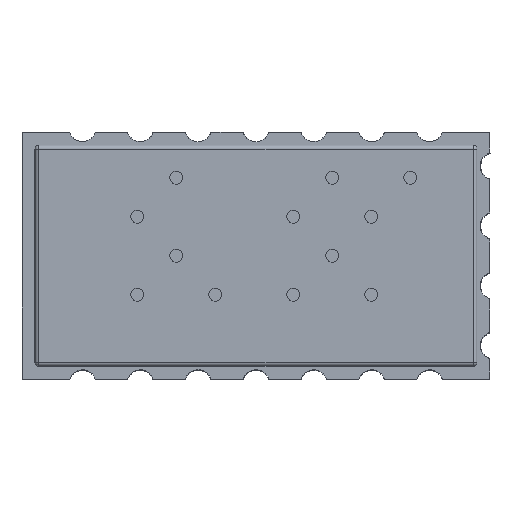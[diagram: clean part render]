
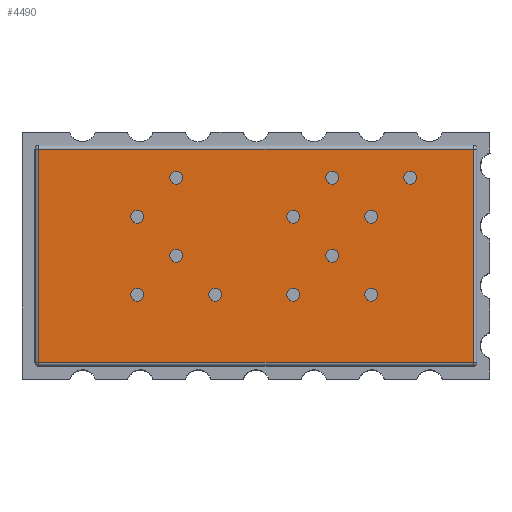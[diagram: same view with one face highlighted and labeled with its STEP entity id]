
A CAD part, top view. The second image highlights one B-rep face of the part: STEP entity #4490.
In plain terms, the highlighted planar face has unit normal (0, 0, 1).
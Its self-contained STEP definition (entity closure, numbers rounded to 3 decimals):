
#4279 = VERTEX_POINT('',#4280);
#4280 = CARTESIAN_POINT('',(-16.7,8.2,3.));
#4304 = VERTEX_POINT('',#4305);
#4305 = CARTESIAN_POINT('',(-16.7,-8.2,3.));
#4312 = EDGE_CURVE('',#4304,#4279,#4313,.T.);
#4313 = LINE('',#4314,#4315);
#4314 = CARTESIAN_POINT('',(-16.7,-8.5,3.));
#4315 = VECTOR('',#4316,1.);
#4316 = DIRECTION('',(0.,1.,0.));
#4347 = VERTEX_POINT('',#4348);
#4348 = CARTESIAN_POINT('',(16.7,-8.2,3.));
#4355 = EDGE_CURVE('',#4347,#4304,#4356,.T.);
#4356 = LINE('',#4357,#4358);
#4357 = CARTESIAN_POINT('',(17.,-8.2,3.));
#4358 = VECTOR('',#4359,1.);
#4359 = DIRECTION('',(-1.,0.,0.));
#4389 = VERTEX_POINT('',#4390);
#4390 = CARTESIAN_POINT('',(16.7,8.2,3.));
#4397 = EDGE_CURVE('',#4389,#4347,#4398,.T.);
#4398 = LINE('',#4399,#4400);
#4399 = CARTESIAN_POINT('',(16.7,8.5,3.));
#4400 = VECTOR('',#4401,1.);
#4401 = DIRECTION('',(0.,-1.,0.));
#4431 = EDGE_CURVE('',#4279,#4389,#4432,.T.);
#4432 = LINE('',#4433,#4434);
#4433 = CARTESIAN_POINT('',(-17.,8.2,3.));
#4434 = VECTOR('',#4435,1.);
#4435 = DIRECTION('',(1.,0.,0.));
#4490 = ADVANCED_FACE('',(#4491,#4497,#4508,#4519,#4530,#4541,#4552,
    #4563,#4574,#4585,#4596,#4607,#4618),#4629,.T.);
#4491 = FACE_BOUND('',#4492,.T.);
#4492 = EDGE_LOOP('',(#4493,#4494,#4495,#4496));
#4493 = ORIENTED_EDGE('',*,*,#4355,.F.);
#4494 = ORIENTED_EDGE('',*,*,#4397,.F.);
#4495 = ORIENTED_EDGE('',*,*,#4431,.F.);
#4496 = ORIENTED_EDGE('',*,*,#4312,.F.);
#4497 = FACE_BOUND('',#4498,.T.);
#4498 = EDGE_LOOP('',(#4499));
#4499 = ORIENTED_EDGE('',*,*,#4500,.F.);
#4500 = EDGE_CURVE('',#4501,#4501,#4503,.T.);
#4501 = VERTEX_POINT('',#4502);
#4502 = CARTESIAN_POINT('',(9.361,-3.,3.));
#4503 = CIRCLE('',#4504,0.5);
#4504 = AXIS2_PLACEMENT_3D('',#4505,#4506,#4507);
#4505 = CARTESIAN_POINT('',(8.861,-3.,3.));
#4506 = DIRECTION('',(0.,0.,1.));
#4507 = DIRECTION('',(1.,0.,0.));
#4508 = FACE_BOUND('',#4509,.T.);
#4509 = EDGE_LOOP('',(#4510));
#4510 = ORIENTED_EDGE('',*,*,#4511,.F.);
#4511 = EDGE_CURVE('',#4512,#4512,#4514,.T.);
#4512 = VERTEX_POINT('',#4513);
#4513 = CARTESIAN_POINT('',(6.361,0.,3.));
#4514 = CIRCLE('',#4515,0.5);
#4515 = AXIS2_PLACEMENT_3D('',#4516,#4517,#4518);
#4516 = CARTESIAN_POINT('',(5.861,0.,3.));
#4517 = DIRECTION('',(0.,0.,1.));
#4518 = DIRECTION('',(1.,0.,0.));
#4519 = FACE_BOUND('',#4520,.T.);
#4520 = EDGE_LOOP('',(#4521));
#4521 = ORIENTED_EDGE('',*,*,#4522,.F.);
#4522 = EDGE_CURVE('',#4523,#4523,#4525,.T.);
#4523 = VERTEX_POINT('',#4524);
#4524 = CARTESIAN_POINT('',(3.361,-3.,3.));
#4525 = CIRCLE('',#4526,0.5);
#4526 = AXIS2_PLACEMENT_3D('',#4527,#4528,#4529);
#4527 = CARTESIAN_POINT('',(2.861,-3.,3.));
#4528 = DIRECTION('',(0.,0.,1.));
#4529 = DIRECTION('',(1.,0.,0.));
#4530 = FACE_BOUND('',#4531,.T.);
#4531 = EDGE_LOOP('',(#4532));
#4532 = ORIENTED_EDGE('',*,*,#4533,.F.);
#4533 = EDGE_CURVE('',#4534,#4534,#4536,.T.);
#4534 = VERTEX_POINT('',#4535);
#4535 = CARTESIAN_POINT('',(3.361,3.,3.));
#4536 = CIRCLE('',#4537,0.5);
#4537 = AXIS2_PLACEMENT_3D('',#4538,#4539,#4540);
#4538 = CARTESIAN_POINT('',(2.861,3.,3.));
#4539 = DIRECTION('',(0.,0.,1.));
#4540 = DIRECTION('',(1.,0.,0.));
#4541 = FACE_BOUND('',#4542,.T.);
#4542 = EDGE_LOOP('',(#4543));
#4543 = ORIENTED_EDGE('',*,*,#4544,.F.);
#4544 = EDGE_CURVE('',#4545,#4545,#4547,.T.);
#4545 = VERTEX_POINT('',#4546);
#4546 = CARTESIAN_POINT('',(9.361,3.,3.));
#4547 = CIRCLE('',#4548,0.5);
#4548 = AXIS2_PLACEMENT_3D('',#4549,#4550,#4551);
#4549 = CARTESIAN_POINT('',(8.861,3.,3.));
#4550 = DIRECTION('',(0.,0.,1.));
#4551 = DIRECTION('',(1.,0.,0.));
#4552 = FACE_BOUND('',#4553,.T.);
#4553 = EDGE_LOOP('',(#4554));
#4554 = ORIENTED_EDGE('',*,*,#4555,.F.);
#4555 = EDGE_CURVE('',#4556,#4556,#4558,.T.);
#4556 = VERTEX_POINT('',#4557);
#4557 = CARTESIAN_POINT('',(6.361,6.,3.));
#4558 = CIRCLE('',#4559,0.5);
#4559 = AXIS2_PLACEMENT_3D('',#4560,#4561,#4562);
#4560 = CARTESIAN_POINT('',(5.861,6.,3.));
#4561 = DIRECTION('',(0.,0.,1.));
#4562 = DIRECTION('',(1.,0.,0.));
#4563 = FACE_BOUND('',#4564,.T.);
#4564 = EDGE_LOOP('',(#4565));
#4565 = ORIENTED_EDGE('',*,*,#4566,.F.);
#4566 = EDGE_CURVE('',#4567,#4567,#4569,.T.);
#4567 = VERTEX_POINT('',#4568);
#4568 = CARTESIAN_POINT('',(-8.639,-3.,3.));
#4569 = CIRCLE('',#4570,0.5);
#4570 = AXIS2_PLACEMENT_3D('',#4571,#4572,#4573);
#4571 = CARTESIAN_POINT('',(-9.139,-3.,3.));
#4572 = DIRECTION('',(0.,0.,1.));
#4573 = DIRECTION('',(1.,0.,0.));
#4574 = FACE_BOUND('',#4575,.T.);
#4575 = EDGE_LOOP('',(#4576));
#4576 = ORIENTED_EDGE('',*,*,#4577,.F.);
#4577 = EDGE_CURVE('',#4578,#4578,#4580,.T.);
#4578 = VERTEX_POINT('',#4579);
#4579 = CARTESIAN_POINT('',(-8.639,3.,3.));
#4580 = CIRCLE('',#4581,0.5);
#4581 = AXIS2_PLACEMENT_3D('',#4582,#4583,#4584);
#4582 = CARTESIAN_POINT('',(-9.139,3.,3.));
#4583 = DIRECTION('',(0.,0.,1.));
#4584 = DIRECTION('',(1.,0.,0.));
#4585 = FACE_BOUND('',#4586,.T.);
#4586 = EDGE_LOOP('',(#4587));
#4587 = ORIENTED_EDGE('',*,*,#4588,.F.);
#4588 = EDGE_CURVE('',#4589,#4589,#4591,.T.);
#4589 = VERTEX_POINT('',#4590);
#4590 = CARTESIAN_POINT('',(-5.639,0.,3.));
#4591 = CIRCLE('',#4592,0.5);
#4592 = AXIS2_PLACEMENT_3D('',#4593,#4594,#4595);
#4593 = CARTESIAN_POINT('',(-6.139,0.,3.));
#4594 = DIRECTION('',(0.,0.,1.));
#4595 = DIRECTION('',(1.,0.,0.));
#4596 = FACE_BOUND('',#4597,.T.);
#4597 = EDGE_LOOP('',(#4598));
#4598 = ORIENTED_EDGE('',*,*,#4599,.F.);
#4599 = EDGE_CURVE('',#4600,#4600,#4602,.T.);
#4600 = VERTEX_POINT('',#4601);
#4601 = CARTESIAN_POINT('',(-2.639,-3.,3.));
#4602 = CIRCLE('',#4603,0.5);
#4603 = AXIS2_PLACEMENT_3D('',#4604,#4605,#4606);
#4604 = CARTESIAN_POINT('',(-3.139,-3.,3.));
#4605 = DIRECTION('',(0.,0.,1.));
#4606 = DIRECTION('',(1.,0.,0.));
#4607 = FACE_BOUND('',#4608,.T.);
#4608 = EDGE_LOOP('',(#4609));
#4609 = ORIENTED_EDGE('',*,*,#4610,.F.);
#4610 = EDGE_CURVE('',#4611,#4611,#4613,.T.);
#4611 = VERTEX_POINT('',#4612);
#4612 = CARTESIAN_POINT('',(-5.639,6.,3.));
#4613 = CIRCLE('',#4614,0.5);
#4614 = AXIS2_PLACEMENT_3D('',#4615,#4616,#4617);
#4615 = CARTESIAN_POINT('',(-6.139,6.,3.));
#4616 = DIRECTION('',(0.,0.,1.));
#4617 = DIRECTION('',(1.,0.,0.));
#4618 = FACE_BOUND('',#4619,.T.);
#4619 = EDGE_LOOP('',(#4620));
#4620 = ORIENTED_EDGE('',*,*,#4621,.F.);
#4621 = EDGE_CURVE('',#4622,#4622,#4624,.T.);
#4622 = VERTEX_POINT('',#4623);
#4623 = CARTESIAN_POINT('',(12.361,6.,3.));
#4624 = CIRCLE('',#4625,0.5);
#4625 = AXIS2_PLACEMENT_3D('',#4626,#4627,#4628);
#4626 = CARTESIAN_POINT('',(11.861,6.,3.));
#4627 = DIRECTION('',(0.,0.,1.));
#4628 = DIRECTION('',(1.,0.,0.));
#4629 = PLANE('',#4630);
#4630 = AXIS2_PLACEMENT_3D('',#4631,#4632,#4633);
#4631 = CARTESIAN_POINT('',(-17.,8.5,3.));
#4632 = DIRECTION('',(0.,0.,1.));
#4633 = DIRECTION('',(1.,0.,0.));
